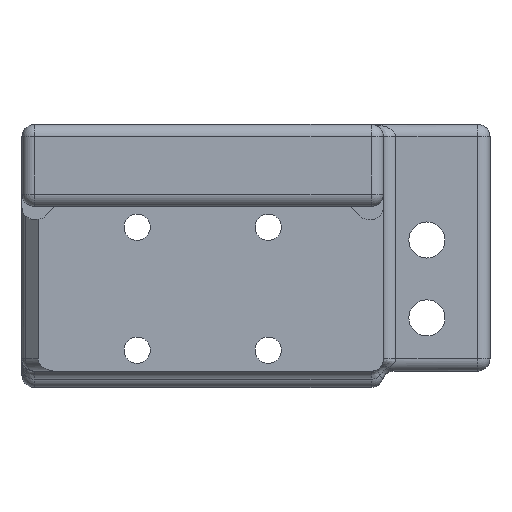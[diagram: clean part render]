
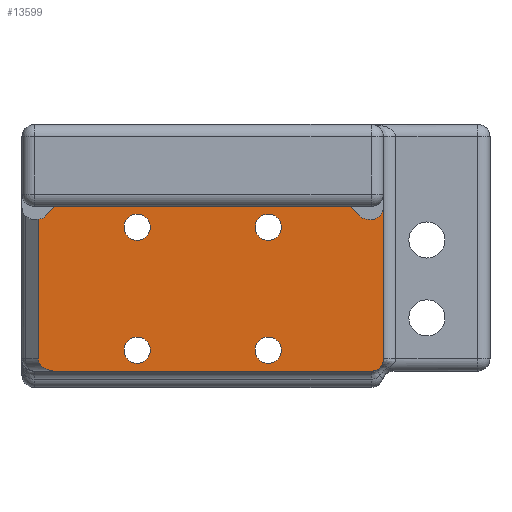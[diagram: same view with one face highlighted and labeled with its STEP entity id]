
A CAD part, front view. The second image highlights one B-rep face of the part: STEP entity #13599.
In plain terms, the highlighted planar face has unit normal (0, -1, 0).
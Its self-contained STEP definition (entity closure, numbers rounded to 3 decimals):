
#24 = EDGE_CURVE ( 'NONE', #11849, #1130, #8181, .T. ) ;
#435 = CARTESIAN_POINT ( 'NONE',  ( -8., -8., 9.1 ) ) ;
#529 = DIRECTION ( 'NONE',  ( 0., 0., -1. ) ) ;
#530 = EDGE_CURVE ( 'NONE', #1466, #2437, #9481, .T. ) ;
#614 = CARTESIAN_POINT ( 'NONE',  ( -20.05, -8., -10.05 ) ) ;
#723 = EDGE_CURVE ( 'NONE', #2150, #2193, #4061, .T. ) ;
#750 = FACE_BOUND ( 'NONE', #10002, .T. ) ;
#821 = DIRECTION ( 'NONE',  ( 0., 0., 1. ) ) ;
#823 = DIRECTION ( 'NONE',  ( 0., 0., 1. ) ) ;
#1069 = CARTESIAN_POINT ( 'NONE',  ( 22.05, -8., -8.55 ) ) ;
#1130 = VERTEX_POINT ( 'NONE', #4883 ) ;
#1313 = CARTESIAN_POINT ( 'NONE',  ( -22.05, -8., 10.05 ) ) ;
#1452 = CARTESIAN_POINT ( 'NONE',  ( -8., -8., 5.9 ) ) ;
#1466 = VERTEX_POINT ( 'NONE', #8521 ) ;
#1701 = LINE ( 'NONE', #12302, #2295 ) ;
#1788 = EDGE_LOOP ( 'NONE', ( #14859, #2854 ) ) ;
#1848 = DIRECTION ( 'NONE',  ( 0., 0., 1. ) ) ;
#1849 = DIRECTION ( 'NONE',  ( 0., 1., 0. ) ) ;
#1922 = DIRECTION ( 'NONE',  ( 0., 1., 0. ) ) ;
#1985 = VERTEX_POINT ( 'NONE', #4799 ) ;
#2068 = CARTESIAN_POINT ( 'NONE',  ( -17.929, -8., -10.05 ) ) ;
#2150 = VERTEX_POINT ( 'NONE', #10950 ) ;
#2193 = VERTEX_POINT ( 'NONE', #5568 ) ;
#2295 = VECTOR ( 'NONE', #6619, 1000. ) ;
#2437 = VERTEX_POINT ( 'NONE', #9608 ) ;
#2512 = CARTESIAN_POINT ( 'NONE',  ( -22.05, -8., -10.05 ) ) ;
#2597 = LINE ( 'NONE', #2512, #7634 ) ;
#2635 = EDGE_LOOP ( 'NONE', ( #6137, #7003 ) ) ;
#2673 = AXIS2_PLACEMENT_3D ( 'NONE', #5853, #4678, #4844 ) ;
#2789 = VERTEX_POINT ( 'NONE', #1069 ) ;
#2854 = ORIENTED_EDGE ( 'NONE', *, *, #13498, .T. ) ;
#2882 = CARTESIAN_POINT ( 'NONE',  ( 8., -8., 9.1 ) ) ;
#2906 = ORIENTED_EDGE ( 'NONE', *, *, #4674, .T. ) ;
#3037 = CARTESIAN_POINT ( 'NONE',  ( -8., -8., -7.5 ) ) ;
#3137 = EDGE_CURVE ( 'NONE', #13664, #2789, #13050, .T. ) ;
#3161 = CARTESIAN_POINT ( 'NONE',  ( 8., -8., -7.5 ) ) ;
#3236 = CARTESIAN_POINT ( 'NONE',  ( 8., -8., 5.9 ) ) ;
#3289 = CARTESIAN_POINT ( 'NONE',  ( -17.929, -8., -10.05 ) ) ;
#3292 = EDGE_CURVE ( 'NONE', #2193, #9433, #4346, .T. ) ;
#3452 = ORIENTED_EDGE ( 'NONE', *, *, #4647, .T. ) ;
#3467 = CIRCLE ( 'NONE', #11418, 1.6 ) ;
#3620 = AXIS2_PLACEMENT_3D ( 'NONE', #3037, #1849, #823 ) ;
#3771 = DIRECTION ( 'NONE',  ( 0., 1., 0. ) ) ;
#4061 = LINE ( 'NONE', #614, #10719 ) ;
#4243 = VERTEX_POINT ( 'NONE', #435 ) ;
#4312 = EDGE_CURVE ( 'NONE', #2437, #1466, #10344, .T. ) ;
#4346 =( BOUNDED_CURVE ( )  B_SPLINE_CURVE ( 3, ( #13853, #6853, #9268, #2068 ),
 .UNSPECIFIED., .F., .F. ) 
 B_SPLINE_CURVE_WITH_KNOTS ( ( 4, 4 ),
 ( 0., 1.571 ),
 .UNSPECIFIED. ) 
 CURVE ( )  GEOMETRIC_REPRESENTATION_ITEM ( )  RATIONAL_B_SPLINE_CURVE ( ( 1., 0.805, 0.805, 1. ) ) 
 REPRESENTATION_ITEM ( '' )  );
#4559 = ORIENTED_EDGE ( 'NONE', *, *, #723, .T. ) ;
#4647 = EDGE_CURVE ( 'NONE', #1130, #11849, #5134, .T. ) ;
#4674 = EDGE_CURVE ( 'NONE', #5311, #1985, #9371, .T. ) ;
#4678 = DIRECTION ( 'NONE',  ( 0., 1., 0. ) ) ;
#4764 = DIRECTION ( 'NONE',  ( 0., 1., 0. ) ) ;
#4799 = CARTESIAN_POINT ( 'NONE',  ( 20.55, -8., 10.05 ) ) ;
#4844 = DIRECTION ( 'NONE',  ( 0., 0., 1. ) ) ;
#4867 = ORIENTED_EDGE ( 'NONE', *, *, #24, .T. ) ;
#4876 = DIRECTION ( 'NONE',  ( 0., 0., 1. ) ) ;
#4883 = CARTESIAN_POINT ( 'NONE',  ( 8., -8., -9.1 ) ) ;
#5031 = CIRCLE ( 'NONE', #12242, 1.6 ) ;
#5070 = CARTESIAN_POINT ( 'NONE',  ( 22.05, -8., 11.55 ) ) ;
#5134 = CIRCLE ( 'NONE', #9123, 1.6 ) ;
#5206 = CARTESIAN_POINT ( 'NONE',  ( -8., -8., 7.5 ) ) ;
#5311 = VERTEX_POINT ( 'NONE', #5070 ) ;
#5443 = FACE_OUTER_BOUND ( 'NONE', #9491, .T. ) ;
#5568 = CARTESIAN_POINT ( 'NONE',  ( -20.05, -8., -8.55 ) ) ;
#5783 = DIRECTION ( 'NONE',  ( 0., 0., 1. ) ) ;
#5794 = DIRECTION ( 'NONE',  ( 0., 1., 0. ) ) ;
#5853 = CARTESIAN_POINT ( 'NONE',  ( 20.55, -8., 11.55 ) ) ;
#5895 = CARTESIAN_POINT ( 'NONE',  ( -8., -8., 7.5 ) ) ;
#6137 = ORIENTED_EDGE ( 'NONE', *, *, #6867, .T. ) ;
#6168 = CIRCLE ( 'NONE', #7185, 1.6 ) ;
#6311 = FACE_BOUND ( 'NONE', #12615, .T. ) ;
#6462 = DIRECTION ( 'NONE',  ( 0., -1., 0. ) ) ;
#6619 = DIRECTION ( 'NONE',  ( 0., 0., -1. ) ) ;
#6853 = CARTESIAN_POINT ( 'NONE',  ( -20.05, -8., -9.429 ) ) ;
#6867 = EDGE_CURVE ( 'NONE', #12734, #9964, #3467, .T. ) ;
#7003 = ORIENTED_EDGE ( 'NONE', *, *, #8282, .T. ) ;
#7185 = AXIS2_PLACEMENT_3D ( 'NONE', #5895, #10642, #11803 ) ;
#7194 = DIRECTION ( 'NONE',  ( 0., 0., 1. ) ) ;
#7591 = VECTOR ( 'NONE', #14534, 1000. ) ;
#7604 = ORIENTED_EDGE ( 'NONE', *, *, #13547, .F. ) ;
#7634 = VECTOR ( 'NONE', #15336, 1000. ) ;
#8181 = CIRCLE ( 'NONE', #14643, 1.6 ) ;
#8282 = EDGE_CURVE ( 'NONE', #9964, #12734, #12526, .T. ) ;
#8521 = CARTESIAN_POINT ( 'NONE',  ( -8., -8., -9.1 ) ) ;
#8655 = DIRECTION ( 'NONE',  ( 0., 0., 1. ) ) ;
#9085 = EDGE_CURVE ( 'NONE', #2150, #1985, #9795, .T. ) ;
#9123 = AXIS2_PLACEMENT_3D ( 'NONE', #10538, #4764, #5783 ) ;
#9268 = CARTESIAN_POINT ( 'NONE',  ( -19.171, -8., -10.05 ) ) ;
#9371 = CIRCLE ( 'NONE', #2673, 1.5 ) ;
#9433 = VERTEX_POINT ( 'NONE', #3289 ) ;
#9481 = CIRCLE ( 'NONE', #9994, 1.6 ) ;
#9491 = EDGE_LOOP ( 'NONE', ( #13161, #14238, #7604, #2906, #11702, #4559, #11221 ) ) ;
#9513 = AXIS2_PLACEMENT_3D ( 'NONE', #15310, #1922, #821 ) ;
#9608 = CARTESIAN_POINT ( 'NONE',  ( -8., -8., -5.9 ) ) ;
#9624 = EDGE_CURVE ( 'NONE', #13664, #9433, #2597, .T. ) ;
#9795 = LINE ( 'NONE', #1313, #7591 ) ;
#9964 = VERTEX_POINT ( 'NONE', #3236 ) ;
#9994 = AXIS2_PLACEMENT_3D ( 'NONE', #14180, #10673, #7194 ) ;
#10002 = EDGE_LOOP ( 'NONE', ( #12022, #12129 ) ) ;
#10161 = CARTESIAN_POINT ( 'NONE',  ( 8., -8., -5.9 ) ) ;
#10203 = PLANE ( 'NONE',  #9513 ) ;
#10266 = DIRECTION ( 'NONE',  ( 0., 0., 1. ) ) ;
#10344 = CIRCLE ( 'NONE', #3620, 1.6 ) ;
#10538 = CARTESIAN_POINT ( 'NONE',  ( 8., -8., -7.5 ) ) ;
#10642 = DIRECTION ( 'NONE',  ( 0., 1., 0. ) ) ;
#10673 = DIRECTION ( 'NONE',  ( 0., 1., 0. ) ) ;
#10719 = VECTOR ( 'NONE', #529, 1000. ) ;
#10950 = CARTESIAN_POINT ( 'NONE',  ( -20.05, -8., 10.05 ) ) ;
#11221 = ORIENTED_EDGE ( 'NONE', *, *, #3292, .T. ) ;
#11343 = FACE_BOUND ( 'NONE', #1788, .T. ) ;
#11418 = AXIS2_PLACEMENT_3D ( 'NONE', #11858, #5794, #11620 ) ;
#11514 = EDGE_CURVE ( 'NONE', #4243, #14869, #6168, .T. ) ;
#11517 = AXIS2_PLACEMENT_3D ( 'NONE', #15363, #3771, #4876 ) ;
#11557 = DIRECTION ( 'NONE',  ( 0., 1., 0. ) ) ;
#11620 = DIRECTION ( 'NONE',  ( 0., 0., 1. ) ) ;
#11702 = ORIENTED_EDGE ( 'NONE', *, *, #9085, .F. ) ;
#11802 = CARTESIAN_POINT ( 'NONE',  ( 20.55, -8., -10.05 ) ) ;
#11803 = DIRECTION ( 'NONE',  ( 0., 0., 1. ) ) ;
#11849 = VERTEX_POINT ( 'NONE', #10161 ) ;
#11858 = CARTESIAN_POINT ( 'NONE',  ( 8., -8., 7.5 ) ) ;
#12022 = ORIENTED_EDGE ( 'NONE', *, *, #4312, .T. ) ;
#12129 = ORIENTED_EDGE ( 'NONE', *, *, #530, .T. ) ;
#12242 = AXIS2_PLACEMENT_3D ( 'NONE', #5206, #12607, #1848 ) ;
#12302 = CARTESIAN_POINT ( 'NONE',  ( 22.05, -8., -10.05 ) ) ;
#12526 = CIRCLE ( 'NONE', #11517, 1.6 ) ;
#12536 = FACE_BOUND ( 'NONE', #2635, .T. ) ;
#12607 = DIRECTION ( 'NONE',  ( 0., 1., 0. ) ) ;
#12615 = EDGE_LOOP ( 'NONE', ( #4867, #3452 ) ) ;
#12734 = VERTEX_POINT ( 'NONE', #2882 ) ;
#13050 = CIRCLE ( 'NONE', #15049, 1.5 ) ;
#13161 = ORIENTED_EDGE ( 'NONE', *, *, #9624, .F. ) ;
#13498 = EDGE_CURVE ( 'NONE', #14869, #4243, #5031, .T. ) ;
#13547 = EDGE_CURVE ( 'NONE', #5311, #2789, #1701, .T. ) ;
#13599 = ADVANCED_FACE ( 'NONE', ( #12536, #11343, #6311, #750, #5443 ), #10203, .F. ) ;
#13664 = VERTEX_POINT ( 'NONE', #11802 ) ;
#13853 = CARTESIAN_POINT ( 'NONE',  ( -20.05, -8., -8.55 ) ) ;
#14180 = CARTESIAN_POINT ( 'NONE',  ( -8., -8., -7.5 ) ) ;
#14238 = ORIENTED_EDGE ( 'NONE', *, *, #3137, .T. ) ;
#14534 = DIRECTION ( 'NONE',  ( 1., 0., 0. ) ) ;
#14634 = CARTESIAN_POINT ( 'NONE',  ( 20.55, -8., -8.55 ) ) ;
#14643 = AXIS2_PLACEMENT_3D ( 'NONE', #3161, #11557, #10266 ) ;
#14859 = ORIENTED_EDGE ( 'NONE', *, *, #11514, .T. ) ;
#14869 = VERTEX_POINT ( 'NONE', #1452 ) ;
#15049 = AXIS2_PLACEMENT_3D ( 'NONE', #14634, #6462, #8655 ) ;
#15310 = CARTESIAN_POINT ( 'NONE',  ( 0., -8., 0. ) ) ;
#15336 = DIRECTION ( 'NONE',  ( -1., 0., 0. ) ) ;
#15363 = CARTESIAN_POINT ( 'NONE',  ( 8., -8., 7.5 ) ) ;
